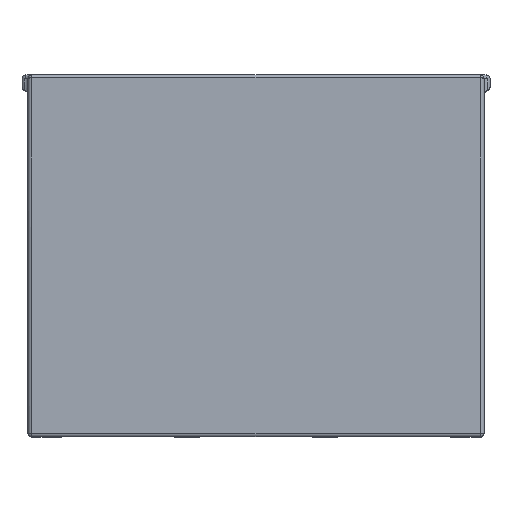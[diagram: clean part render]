
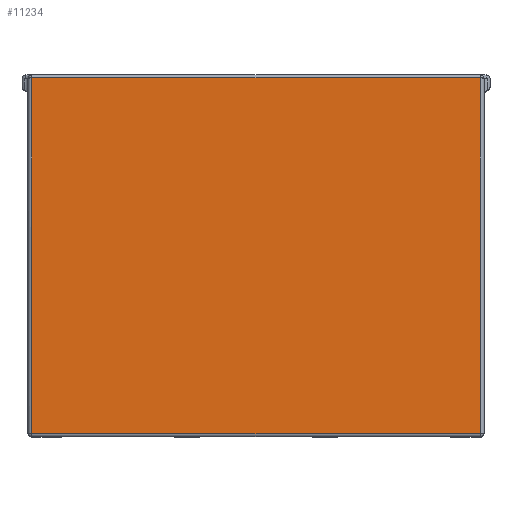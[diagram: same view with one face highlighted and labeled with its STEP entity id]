
A CAD part, top view. The second image highlights one B-rep face of the part: STEP entity #11234.
In plain terms, the highlighted planar face has unit normal (0, 0, 1).
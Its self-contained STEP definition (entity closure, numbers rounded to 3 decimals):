
#402=PLANE('',#12639);
#454=LINE('',#19894,#1227);
#506=LINE('',#20164,#1279);
#1161=LINE('',#23235,#1934);
#1163=LINE('',#23238,#1936);
#1227=VECTOR('',#12857,10.);
#1279=VECTOR('',#13023,10.);
#1934=VECTOR('',#16130,10.);
#1936=VECTOR('',#16134,10.);
#3073=FACE_OUTER_BOUND('',#3807,.T.);
#3807=EDGE_LOOP('',(#10343,#10344,#10345,#10346));
#4765=VERTEX_POINT('',#19863);
#4766=VERTEX_POINT('',#19886);
#4843=VERTEX_POINT('',#20081);
#4844=VERTEX_POINT('',#20104);
#5749=EDGE_CURVE('',#4766,#4765,#454,.T.);
#5847=EDGE_CURVE('',#4844,#4843,#506,.T.);
#7150=EDGE_CURVE('',#4765,#4844,#1161,.T.);
#7152=EDGE_CURVE('',#4766,#4843,#1163,.T.);
#10343=ORIENTED_EDGE('',*,*,#5749,.F.);
#10344=ORIENTED_EDGE('',*,*,#7152,.T.);
#10345=ORIENTED_EDGE('',*,*,#5847,.F.);
#10346=ORIENTED_EDGE('',*,*,#7150,.F.);
#11234=ADVANCED_FACE('',(#3073),#402,.F.);
#12639=AXIS2_PLACEMENT_3D('',#23237,#16132,#16133);
#12857=DIRECTION('',(0.,-1.,0.));
#13023=DIRECTION('',(0.,1.,0.));
#16130=DIRECTION('',(-1.,0.,0.));
#16132=DIRECTION('center_axis',(0.,0.,
-1.));
#16133=DIRECTION('ref_axis',(0.,-1.,0.));
#16134=DIRECTION('',(-1.,0.,0.));
#19863=CARTESIAN_POINT('',(5.7,-1.125,7.2));
#19886=CARTESIAN_POINT('',(5.7,7.925,7.2));
#19894=CARTESIAN_POINT('',(5.7,1.1,7.2));
#20081=CARTESIAN_POINT('',(-5.7,7.925,7.2));
#20104=CARTESIAN_POINT('',(-5.7,-1.125,7.2));
#20164=CARTESIAN_POINT('',(-5.7,1.1,7.2));
#23235=CARTESIAN_POINT('',(-5.25,-1.125,7.2));
#23237=CARTESIAN_POINT('Origin',(-2.3,-1.2,7.2));
#23238=CARTESIAN_POINT('',(-5.25,7.925,7.2));
